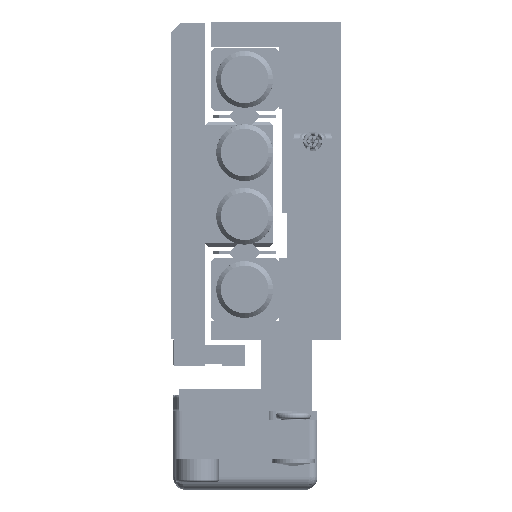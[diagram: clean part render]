
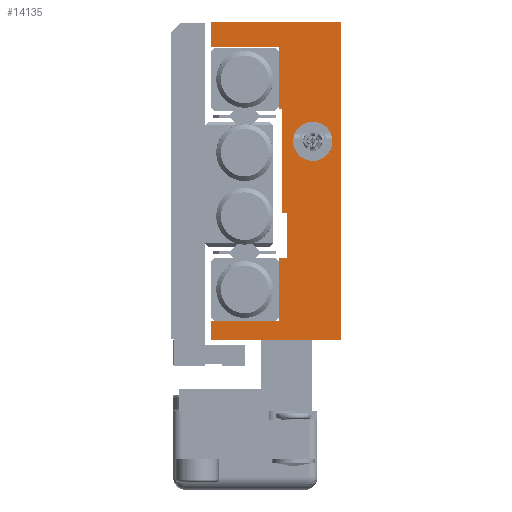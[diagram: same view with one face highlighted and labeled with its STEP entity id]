
A CAD part, left-side view. The second image highlights one B-rep face of the part: STEP entity #14135.
In plain terms, the highlighted planar face has unit normal (-1, 0, 0).
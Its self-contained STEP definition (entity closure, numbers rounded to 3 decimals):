
#933 = DIRECTION ( 'NONE',  ( 0., -1., 0. ) ) ;
#1593 = DIRECTION ( 'NONE',  ( 0., 0., 1. ) ) ;
#2383 = DIRECTION ( 'NONE',  ( 0., 0., 1. ) ) ;
#3078 = DIRECTION ( 'NONE',  ( 0., 0., 1. ) ) ;
#3309 = VECTOR ( 'NONE', #49146, 1000. ) ;
#4180 = CARTESIAN_POINT ( 'NONE',  ( -45., 5.5, 6.3 ) ) ;
#6088 = CARTESIAN_POINT ( 'NONE',  ( -45., 11.5, -14. ) ) ;
#6637 = CARTESIAN_POINT ( 'NONE',  ( -45., 5.5, 11.8 ) ) ;
#7303 = DIRECTION ( 'NONE',  ( 0., 0., 1. ) ) ;
#7452 = CARTESIAN_POINT ( 'NONE',  ( -45., 11.5, 14. ) ) ;
#8275 = CARTESIAN_POINT ( 'NONE',  ( -45., 4.8, -6.8 ) ) ;
#9163 = DIRECTION ( 'NONE',  ( 0., -1., 0. ) ) ;
#9530 = VERTEX_POINT ( 'NONE', #10730 ) ;
#9912 = ORIENTED_EDGE ( 'NONE', *, *, #24457, .F. ) ;
#10730 = CARTESIAN_POINT ( 'NONE',  ( -45., 11.5, 11.8 ) ) ;
#10803 = LINE ( 'NONE', #23226, #38956 ) ;
#12384 = EDGE_CURVE ( 'NONE', #71739, #45698, #74120, .T. ) ;
#12636 = ORIENTED_EDGE ( 'NONE', *, *, #20706, .F. ) ;
#12723 = LINE ( 'NONE', #61946, #3309 ) ;
#13186 = VERTEX_POINT ( 'NONE', #31911 ) ;
#13251 = DIRECTION ( 'NONE',  ( 0., 0., -1. ) ) ;
#14135 = ADVANCED_FACE ( 'NONE', ( #64168, #22157 ), #15756, .F. ) ;
#14372 = VERTEX_POINT ( 'NONE', #70961 ) ;
#14703 = ORIENTED_EDGE ( 'NONE', *, *, #44954, .T. ) ;
#15365 = DIRECTION ( 'NONE',  ( 0., 0., -1. ) ) ;
#15756 = PLANE ( 'NONE',  #68192 ) ;
#17499 = CIRCLE ( 'NONE', #34147, 1.727 ) ;
#17718 = CARTESIAN_POINT ( 'NONE',  ( -45., 5.2, 6.3 ) ) ;
#18175 = ORIENTED_EDGE ( 'NONE', *, *, #59795, .F. ) ;
#18352 = EDGE_CURVE ( 'NONE', #47467, #44771, #10803, .T. ) ;
#18655 = LINE ( 'NONE', #43056, #64823 ) ;
#20402 = ORIENTED_EDGE ( 'NONE', *, *, #21787, .T. ) ;
#20446 = VECTOR ( 'NONE', #69042, 1000. ) ;
#20706 = EDGE_CURVE ( 'NONE', #56115, #45698, #56128, .T. ) ;
#21189 = VECTOR ( 'NONE', #29539, 1000. ) ;
#21761 = DIRECTION ( 'NONE',  ( 1., 0., 0. ) ) ;
#21787 = EDGE_CURVE ( 'NONE', #34252, #71739, #62436, .T. ) ;
#22157 = FACE_OUTER_BOUND ( 'NONE', #67061, .T. ) ;
#22263 = EDGE_CURVE ( 'NONE', #35241, #70020, #41553, .T. ) ;
#22321 = EDGE_CURVE ( 'NONE', #56115, #9530, #12723, .T. ) ;
#23226 = CARTESIAN_POINT ( 'NONE',  ( -45., 5.5, -14. ) ) ;
#24457 = EDGE_CURVE ( 'NONE', #77540, #53101, #17499, .T. ) ;
#25061 = CARTESIAN_POINT ( 'NONE',  ( -45., 0., -14. ) ) ;
#25107 = VERTEX_POINT ( 'NONE', #31842 ) ;
#26226 = LINE ( 'NONE', #70223, #20446 ) ;
#26589 = ORIENTED_EDGE ( 'NONE', *, *, #18352, .F. ) ;
#28548 = CARTESIAN_POINT ( 'NONE',  ( -45., 5.5, -14. ) ) ;
#29049 = ORIENTED_EDGE ( 'NONE', *, *, #50299, .F. ) ;
#29539 = DIRECTION ( 'NONE',  ( 0., -1., 0. ) ) ;
#30893 = VECTOR ( 'NONE', #13251, 1000. ) ;
#31118 = VECTOR ( 'NONE', #71067, 1000. ) ;
#31240 = EDGE_CURVE ( 'NONE', #50158, #34252, #60862, .T. ) ;
#31842 = CARTESIAN_POINT ( 'NONE',  ( -45., 5.5, -12.3 ) ) ;
#31911 = CARTESIAN_POINT ( 'NONE',  ( -45., 4.8, -2.8 ) ) ;
#31922 = LINE ( 'NONE', #8275, #76293 ) ;
#34147 = AXIS2_PLACEMENT_3D ( 'NONE', #44703, #38708, #63496 ) ;
#34252 = VERTEX_POINT ( 'NONE', #6088 ) ;
#35241 = VERTEX_POINT ( 'NONE', #77065 ) ;
#35557 = CARTESIAN_POINT ( 'NONE',  ( -45., 5.5, -6.8 ) ) ;
#36592 = VECTOR ( 'NONE', #7303, 1000. ) ;
#37001 = ORIENTED_EDGE ( 'NONE', *, *, #39311, .F. ) ;
#37638 = ORIENTED_EDGE ( 'NONE', *, *, #53965, .F. ) ;
#37642 = ORIENTED_EDGE ( 'NONE', *, *, #63774, .F. ) ;
#38708 = DIRECTION ( 'NONE',  ( -1., 0., 0. ) ) ;
#38956 = VECTOR ( 'NONE', #66035, 1000. ) ;
#39311 = EDGE_CURVE ( 'NONE', #53101, #77540, #40558, .T. ) ;
#40203 = VECTOR ( 'NONE', #933, 1000. ) ;
#40558 = CIRCLE ( 'NONE', #62279, 1.727 ) ;
#41553 = LINE ( 'NONE', #35557, #21189 ) ;
#42780 = EDGE_CURVE ( 'NONE', #25107, #35241, #67621, .T. ) ;
#42967 = CARTESIAN_POINT ( 'NONE',  ( -45., 2.5, 1.773 ) ) ;
#43056 = CARTESIAN_POINT ( 'NONE',  ( -45., 5.5, 6.3 ) ) ;
#43600 = ORIENTED_EDGE ( 'NONE', *, *, #31240, .T. ) ;
#43722 = LINE ( 'NONE', #17718, #36592 ) ;
#44703 = CARTESIAN_POINT ( 'NONE',  ( -45., 2.5, 3.5 ) ) ;
#44771 = VERTEX_POINT ( 'NONE', #6637 ) ;
#44954 = EDGE_CURVE ( 'NONE', #25107, #50158, #26226, .T. ) ;
#45698 = VERTEX_POINT ( 'NONE', #69333 ) ;
#46486 = ORIENTED_EDGE ( 'NONE', *, *, #42780, .F. ) ;
#47467 = VERTEX_POINT ( 'NONE', #4180 ) ;
#49146 = DIRECTION ( 'NONE',  ( 0., 0., -1. ) ) ;
#49470 = CARTESIAN_POINT ( 'NONE',  ( -45., 11.5, -12.3 ) ) ;
#49719 = CARTESIAN_POINT ( 'NONE',  ( -45., 0., -14. ) ) ;
#50010 = CARTESIAN_POINT ( 'NONE',  ( -45., 5.5, -14. ) ) ;
#50158 = VERTEX_POINT ( 'NONE', #49470 ) ;
#50299 = EDGE_CURVE ( 'NONE', #14372, #47467, #18655, .T. ) ;
#52687 = LINE ( 'NONE', #77091, #31118 ) ;
#53101 = VERTEX_POINT ( 'NONE', #42967 ) ;
#53286 = CARTESIAN_POINT ( 'NONE',  ( -45., 4.8, -2.8 ) ) ;
#53965 = EDGE_CURVE ( 'NONE', #73747, #14372, #43722, .T. ) ;
#54260 = DIRECTION ( 'NONE',  ( 0., 0., 1. ) ) ;
#55269 = CARTESIAN_POINT ( 'NONE',  ( -45., 11.5, -14. ) ) ;
#55726 = CARTESIAN_POINT ( 'NONE',  ( -45., 5.5, 14. ) ) ;
#56115 = VERTEX_POINT ( 'NONE', #7452 ) ;
#56128 = LINE ( 'NONE', #55726, #40203 ) ;
#56130 = VECTOR ( 'NONE', #76118, 1000. ) ;
#56290 = ORIENTED_EDGE ( 'NONE', *, *, #22263, .F. ) ;
#57819 = DIRECTION ( 'NONE',  ( 0., 1., 0. ) ) ;
#59046 = EDGE_LOOP ( 'NONE', ( #9912, #37001 ) ) ;
#59795 = EDGE_CURVE ( 'NONE', #70020, #13186, #31922, .T. ) ;
#60862 = LINE ( 'NONE', #55269, #30893 ) ;
#61946 = CARTESIAN_POINT ( 'NONE',  ( -45., 11.5, 14. ) ) ;
#62204 = ORIENTED_EDGE ( 'NONE', *, *, #75921, .T. ) ;
#62279 = AXIS2_PLACEMENT_3D ( 'NONE', #71086, #77110, #54260 ) ;
#62436 = LINE ( 'NONE', #70014, #74814 ) ;
#63496 = DIRECTION ( 'NONE',  ( 0., 0., 1. ) ) ;
#63774 = EDGE_CURVE ( 'NONE', #13186, #73747, #77297, .T. ) ;
#64168 = FACE_BOUND ( 'NONE', #59046, .T. ) ;
#64823 = VECTOR ( 'NONE', #57819, 1000. ) ;
#64882 = ORIENTED_EDGE ( 'NONE', *, *, #22321, .T. ) ;
#66035 = DIRECTION ( 'NONE',  ( 0., 0., 1. ) ) ;
#67061 = EDGE_LOOP ( 'NONE', ( #18175, #56290, #46486, #14703, #43600, #20402, #73808, #12636, #64882, #62204, #26589, #29049, #37638, #37642 ) ) ;
#67621 = LINE ( 'NONE', #50010, #71509 ) ;
#68192 = AXIS2_PLACEMENT_3D ( 'NONE', #28548, #21761, #15365 ) ;
#69042 = DIRECTION ( 'NONE',  ( 0., 1., 0. ) ) ;
#69333 = CARTESIAN_POINT ( 'NONE',  ( -45., 0., 14. ) ) ;
#70014 = CARTESIAN_POINT ( 'NONE',  ( -45., 5.5, -14. ) ) ;
#70020 = VERTEX_POINT ( 'NONE', #75643 ) ;
#70223 = CARTESIAN_POINT ( 'NONE',  ( -45., 5.5, -12.3 ) ) ;
#70834 = CARTESIAN_POINT ( 'NONE',  ( -45., 2.5, 5.227 ) ) ;
#70961 = CARTESIAN_POINT ( 'NONE',  ( -45., 5.2, 6.3 ) ) ;
#71067 = DIRECTION ( 'NONE',  ( 0., -1., 0. ) ) ;
#71086 = CARTESIAN_POINT ( 'NONE',  ( -45., 2.5, 3.5 ) ) ;
#71509 = VECTOR ( 'NONE', #1593, 1000. ) ;
#71739 = VERTEX_POINT ( 'NONE', #25061 ) ;
#73747 = VERTEX_POINT ( 'NONE', #76092 ) ;
#73808 = ORIENTED_EDGE ( 'NONE', *, *, #12384, .T. ) ;
#74120 = LINE ( 'NONE', #49719, #75771 ) ;
#74814 = VECTOR ( 'NONE', #9163, 1000. ) ;
#75643 = CARTESIAN_POINT ( 'NONE',  ( -45., 4.8, -6.8 ) ) ;
#75771 = VECTOR ( 'NONE', #2383, 1000. ) ;
#75921 = EDGE_CURVE ( 'NONE', #9530, #44771, #52687, .T. ) ;
#76092 = CARTESIAN_POINT ( 'NONE',  ( -45., 5.2, -2.8 ) ) ;
#76118 = DIRECTION ( 'NONE',  ( 0., 1., 0. ) ) ;
#76293 = VECTOR ( 'NONE', #3078, 1000. ) ;
#77065 = CARTESIAN_POINT ( 'NONE',  ( -45., 5.5, -6.8 ) ) ;
#77091 = CARTESIAN_POINT ( 'NONE',  ( -45., 5.5, 11.8 ) ) ;
#77110 = DIRECTION ( 'NONE',  ( -1., 0., 0. ) ) ;
#77297 = LINE ( 'NONE', #53286, #56130 ) ;
#77540 = VERTEX_POINT ( 'NONE', #70834 ) ;
